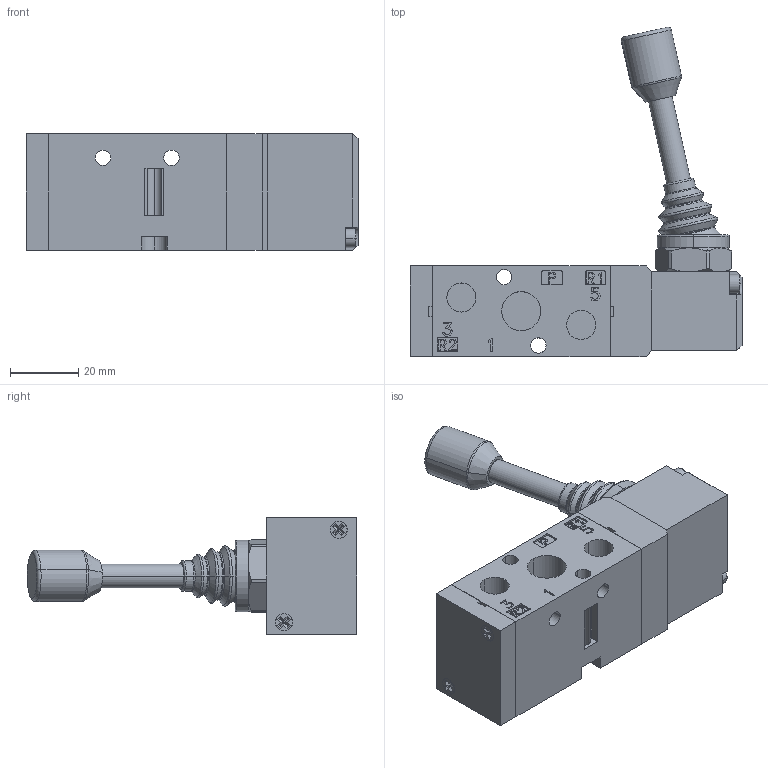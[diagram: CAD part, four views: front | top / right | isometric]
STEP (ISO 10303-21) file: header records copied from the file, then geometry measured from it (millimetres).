
FILE_DESCRIPTION (( 'STEP AP203' ), '1' );
FILE_NAME ('hlv430-s.step', '2019-09-24T01:49:02', ( 'yrd8' ), ( 'Hewlett-Packard Company' ), 'SwSTEP 2.0', 'SolidWorks 2008', '' );
FILE_SCHEMA (( 'CONFIG_CONTROL_DESIGN' ));
Length unit declared in the file: millimetre
Products named in the file (10): hlv430-s; SF 4000 BODY_ル遽; SF 4000 BODY COVER_ル遽; SF 4000 SEMY_ル遽; HLV-S; lever block_釭餌ル衛橈擠; 腊阿 权 杭飘(M3x40)_M3X40; HLV nut_釭餌ル衛橈擠; HLV Bellows-2; lever handle
Assembly tree (10 placements, depth 3):
  hlv430-s
    SF 4000 SEMY_ル遽
    HLV-S
      lever block_釭餌ル衛橈擠
      腊阿 权 杭飘(M3x40)_M3X40  x2
      HLV nut_釭餌ル衛橈擠
      HLV Bellows-2
      lever handle
    SF 4000 BODY_ル遽
    SF 4000 BODY COVER_ル遽
Bounding box: 97 x 96.24 x 34 mm (x, y, z)
Volume: 75124.1 mm3; surface area: 32434.3 mm2
Topology: 9 solids, 9 shells, 828 faces, 2192 edges, 1393 vertices
Faces by surface type: plane 447, bspline 157, cylinder 119, cone 54, torus 51
Entity records: 28409 total; most frequent: CARTESIAN_POINT 8183, ORIENTED_EDGE 4232, DIRECTION 3528, EDGE_CURVE 2116, LINE 1372, VECTOR 1372, VERTEX_POINT 1370, AXIS2_PLACEMENT_3D 1078
